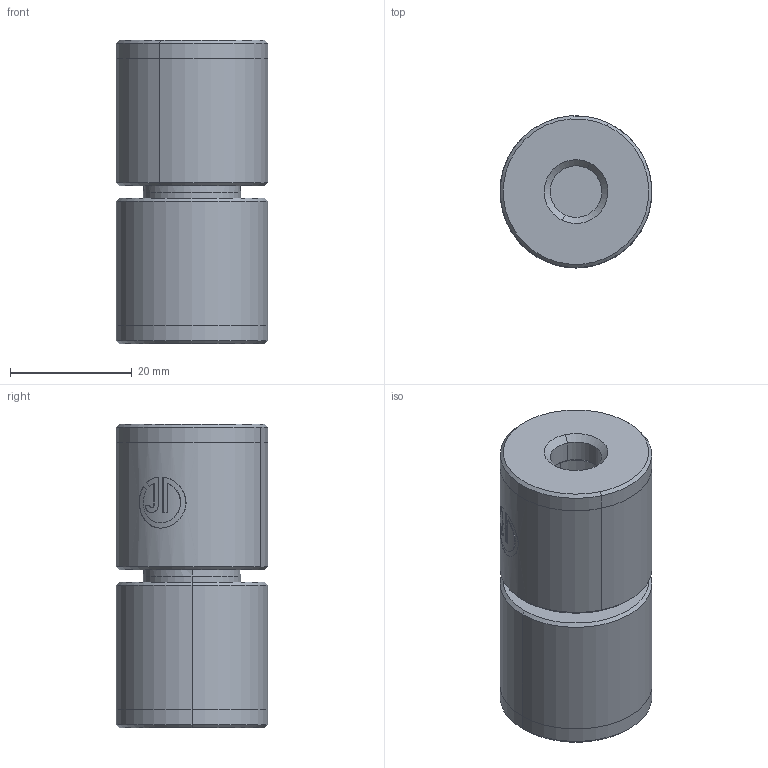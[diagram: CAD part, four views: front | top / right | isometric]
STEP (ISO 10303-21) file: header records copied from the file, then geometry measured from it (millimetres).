
FILE_DESCRIPTION (( 'STEP AP214' ), '1' );
FILE_NAME ('VBDT-D25-A1.STEP', '2021-10-11T01:45:42', ( 'User' ), ( 'china' ), 'SwSTEP 2.0', 'SolidWorks 2016', '' );
FILE_SCHEMA (( 'AUTOMOTIVE_DESIGN' ));
Length unit declared in the file: millimetre
Products named in the file (3): VB-D25-A1; VBD-D25-A1-; VBDT-D25-A1
Assembly tree (2 placements, depth 2):
  VBDT-D25-A1
    VBD-D25-A1-
    VB-D25-A1
Bounding box: 25 x 25 x 50 mm (x, y, z)
Volume: 20708 mm3; surface area: 7445.2 mm2
Topology: 2 solids, 2 shells, 68 faces, 150 edges, 91 vertices
Faces by surface type: cylinder 28, cone 22, plane 16, torus 2
Entity records: 2266 total; most frequent: CARTESIAN_POINT 624, DIRECTION 330, ORIENTED_EDGE 296, EDGE_CURVE 148, AXIS2_PLACEMENT_3D 133, VERTEX_POINT 91, EDGE_LOOP 77, ADVANCED_FACE 68
